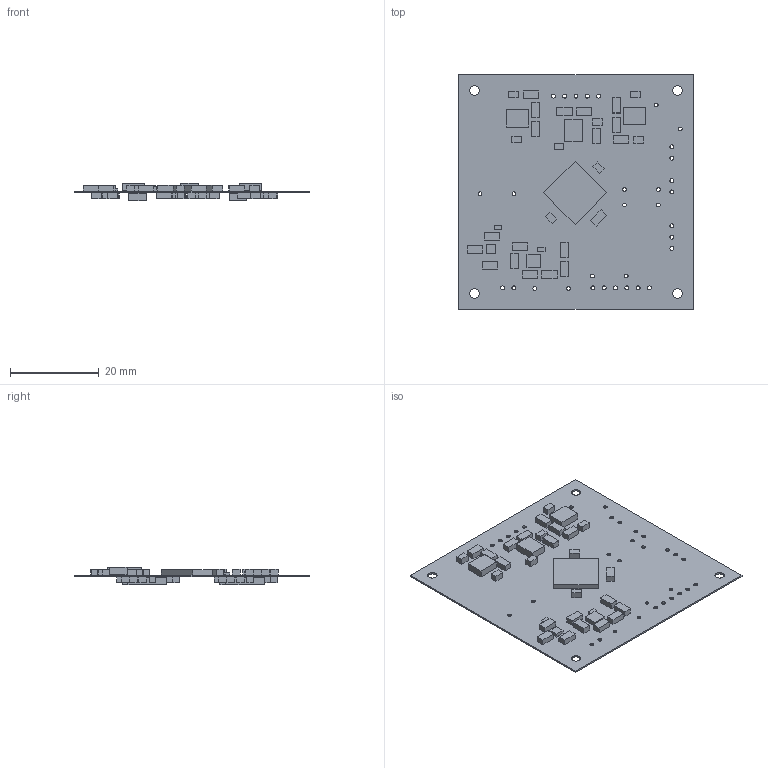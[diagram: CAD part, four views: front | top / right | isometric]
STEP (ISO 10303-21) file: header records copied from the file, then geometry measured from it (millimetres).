
FILE_DESCRIPTION(('Open CASCADE Model'),'2;1');
FILE_NAME('Open CASCADE Shape Model','2016-11-14T09:36:48',('Author'),( 'Open CASCADE'),'Open CASCADE STEP processor 6.8','Open CASCADE 6.8' ,'Unknown');
FILE_SCHEMA(('AUTOMOTIVE_DESIGN { 1 0 10303 214 1 1 1 1 }'));
Length unit declared in the file: millimetre
Products named in the file (123): PCB; Board; C1_Filtering1; 678509120; Extruded; C1_Filtering2; C2_Filtering1; C2_Filtering2; C3_Filtering1; C3_Filtering2; C4_Filtering1; C4_Filtering2; C5_Filtering1; C5_Filtering2; C6_Filtering1; C6_Filtering2; C7_Filtering1; C7_Filtering2; C8_Filtering1; 678509256; C8_Filtering2; C9_Filtering1; C9_Filtering2; C10_Filtering1; C10_Filtering2; C11_Filtering1; C11_Filtering2; C12_Filtering1; C12_Filtering2; C13; C14; C15_Input1; C15_Input2; C16_Input1; C16_Input2; C17; 678509800; C18; C19; 678508984 ...
Assembly tree (204 placements, depth 4):
  PCB
    Board
    C1_Filtering1
      678509120
        Extruded
    C1_Filtering2
      678509120
        Extruded
    C2_Filtering1
      678509120
        Extruded
    C2_Filtering2
      678509120
        Extruded
    C3_Filtering1
      678509120
        Extruded
    C3_Filtering2
      678509120
        Extruded
    C4_Filtering1
      678509120
        Extruded
    C4_Filtering2
      678509120
        Extruded
    C5_Filtering1
      678509120
        Extruded
    C5_Filtering2
      678509120
        Extruded
    C6_Filtering1
      678509120
        Extruded
    C6_Filtering2
      678509120
        Extruded
    C7_Filtering1
      678509120
        Extruded
    C7_Filtering2
      678509120
        Extruded
    C8_Filtering1
      678509256
        Extruded
    C8_Filtering2
      678509256
        Extruded
    C9_Filtering1
      678509256
        Extruded
    C9_Filtering2
      678509256
        Extruded
    C10_Filtering1
      678509120
        Extruded
    C10_Filtering2
Bounding box: 52.83 x 52.83 x 3.84 mm (x, y, z)
Volume: 1961.7 mm3; surface area: 8436.9 mm2
Topology: 96 solids, 96 shells, 612 faces, 1260 edges, 840 vertices
Faces by surface type: plane 576, cylinder 36
Full cylindrical faces by diameter (mm): 0.85 x12, 0.9 x20, 2.108 x4
Entity records: 10318 total; most frequent: CARTESIAN_POINT 1769, DIRECTION 1478, LINE 684, VECTOR 684, ORIENTED_EDGE 552, PCURVE 552, DEFINITIONAL_REPRESENTATION 552, AXIS2_PLACEMENT_3D 397
